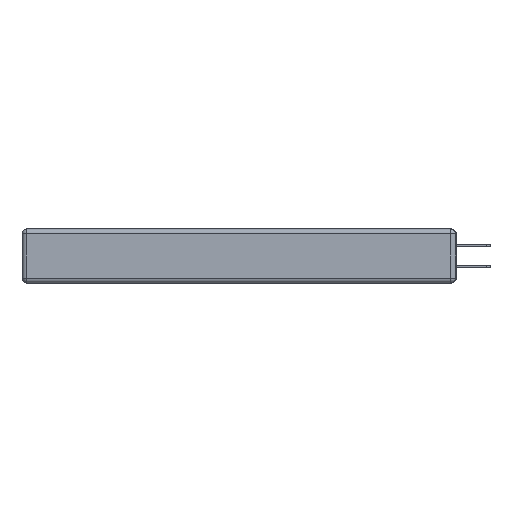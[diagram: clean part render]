
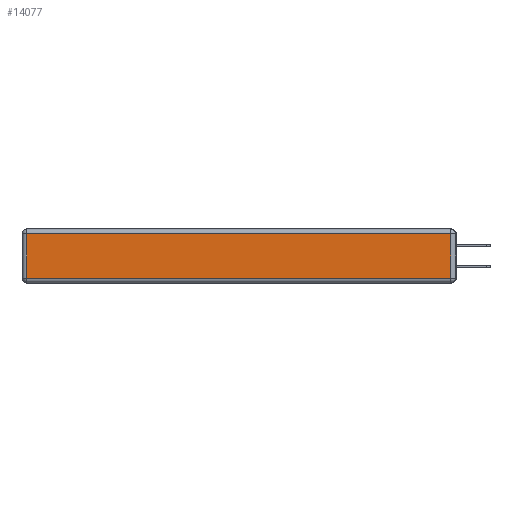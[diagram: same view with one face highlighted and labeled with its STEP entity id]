
A CAD part, left-side view. The second image highlights one B-rep face of the part: STEP entity #14077.
In plain terms, the highlighted planar face has unit normal (-1, 0, 0).
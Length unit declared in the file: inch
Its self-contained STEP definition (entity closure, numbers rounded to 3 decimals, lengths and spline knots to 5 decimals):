
#1036 = VERTEX_POINT ( 'NONE', #21893 ) ;
#2482 = VECTOR ( 'NONE', #23456, 39.37008 ) ;
#5685 = VECTOR ( 'NONE', #21105, 39.37008 ) ;
#6163 = CARTESIAN_POINT ( 'NONE',  ( 0., 0., -0.343 ) ) ;
#6678 = VERTEX_POINT ( 'NONE', #8601 ) ;
#7176 = VECTOR ( 'NONE', #7637, 39.37008 ) ;
#7636 = LINE ( 'NONE', #20998, #5685 ) ;
#7637 = DIRECTION ( 'NONE',  ( 0., -1., 0. ) ) ;
#8530 = EDGE_CURVE ( 'NONE', #12116, #1036, #23661, .T. ) ;
#8601 = CARTESIAN_POINT ( 'NONE',  ( 0., 2.72, -0.03 ) ) ;
#8627 = CARTESIAN_POINT ( 'NONE',  ( 0., 0.03, -0.343 ) ) ;
#9688 = EDGE_LOOP ( 'NONE', ( #29367, #17992, #22654, #31084 ) ) ;
#10933 = DIRECTION ( 'NONE',  ( 0., 0., 1. ) ) ;
#12116 = VERTEX_POINT ( 'NONE', #25669 ) ;
#13223 = VECTOR ( 'NONE', #29843, 39.37008 ) ;
#13857 = CARTESIAN_POINT ( 'NONE',  ( 0., 2.72, -0.313 ) ) ;
#14077 = ADVANCED_FACE ( 'NONE', ( #18343 ), #20969, .T. ) ;
#14085 = LINE ( 'NONE', #17638, #7176 ) ;
#14351 = VERTEX_POINT ( 'NONE', #13857 ) ;
#17638 = CARTESIAN_POINT ( 'NONE',  ( 0., 0., -0.313 ) ) ;
#17992 = ORIENTED_EDGE ( 'NONE', *, *, #8530, .T. ) ;
#18343 = FACE_OUTER_BOUND ( 'NONE', #9688, .T. ) ;
#20969 = PLANE ( 'NONE',  #23423 ) ;
#20998 = CARTESIAN_POINT ( 'NONE',  ( 0., 2.72, -0.343 ) ) ;
#21105 = DIRECTION ( 'NONE',  ( 0., 0., -1. ) ) ;
#21893 = CARTESIAN_POINT ( 'NONE',  ( 0., 0.03, -0.03 ) ) ;
#22654 = ORIENTED_EDGE ( 'NONE', *, *, #24839, .T. ) ;
#23401 = DIRECTION ( 'NONE',  ( -1., 0., 0. ) ) ;
#23423 = AXIS2_PLACEMENT_3D ( 'NONE', #6163, #23401, #10933 ) ;
#23456 = DIRECTION ( 'NONE',  ( 0., 0., 1. ) ) ;
#23661 = LINE ( 'NONE', #8627, #2482 ) ;
#24839 = EDGE_CURVE ( 'NONE', #1036, #6678, #26280, .T. ) ;
#25669 = CARTESIAN_POINT ( 'NONE',  ( 0., 0.03, -0.313 ) ) ;
#26280 = LINE ( 'NONE', #27375, #13223 ) ;
#27375 = CARTESIAN_POINT ( 'NONE',  ( 0., 2.75, -0.03 ) ) ;
#29367 = ORIENTED_EDGE ( 'NONE', *, *, #31758, .T. ) ;
#29843 = DIRECTION ( 'NONE',  ( 0., 1., 0. ) ) ;
#30606 = EDGE_CURVE ( 'NONE', #6678, #14351, #7636, .T. ) ;
#31084 = ORIENTED_EDGE ( 'NONE', *, *, #30606, .T. ) ;
#31758 = EDGE_CURVE ( 'NONE', #14351, #12116, #14085, .T. ) ;
